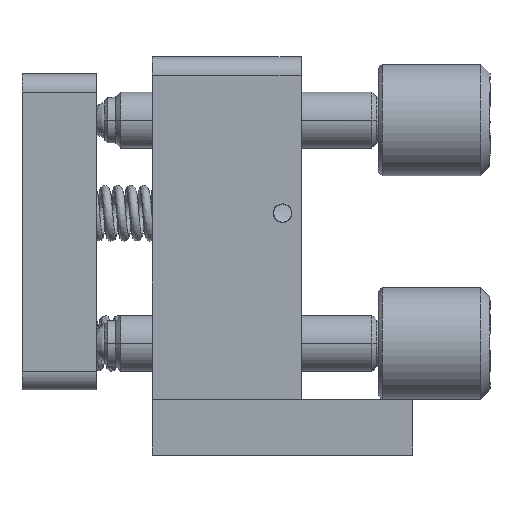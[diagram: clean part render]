
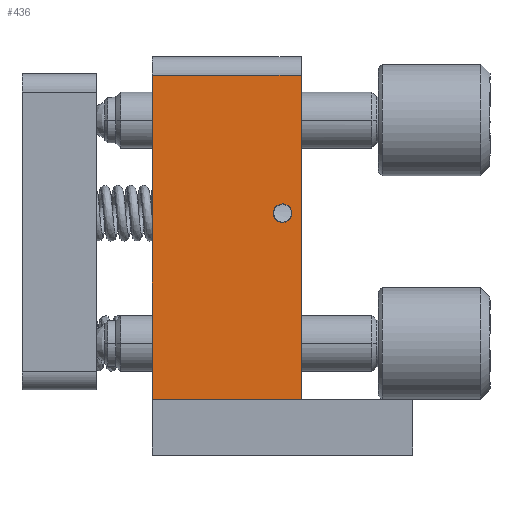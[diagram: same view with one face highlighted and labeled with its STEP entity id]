
A CAD part, left-side view. The second image highlights one B-rep face of the part: STEP entity #436.
In plain terms, the highlighted planar face has unit normal (-1, 0, 0).
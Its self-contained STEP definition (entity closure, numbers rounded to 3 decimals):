
#135=FACE_BOUND('',#1133,.T.);
#436=ADVANCED_FACE('',(#754,#135),#4802,.T.);
#754=FACE_OUTER_BOUND('',#1132,.T.);
#1132=EDGE_LOOP('',(#2468,#2469,#2470,#2471));
#1133=EDGE_LOOP('',(#2472,#2473));
#2468=ORIENTED_EDGE('',*,*,#3129,.F.);
#2469=ORIENTED_EDGE('',*,*,#3124,.F.);
#2470=ORIENTED_EDGE('',*,*,#3228,.F.);
#2471=ORIENTED_EDGE('',*,*,#3270,.T.);
#2472=ORIENTED_EDGE('',*,*,#3193,.F.);
#2473=ORIENTED_EDGE('',*,*,#3188,.F.);
#3124=EDGE_CURVE('',#4379,#4380,#3980,.T.);
#3129=EDGE_CURVE('',#4380,#4391,#3765,.T.);
#3188=EDGE_CURVE('',#4434,#4435,#3790,.T.);
#3193=EDGE_CURVE('',#4435,#4434,#3793,.T.);
#3228=EDGE_CURVE('',#4455,#4379,#4039,.T.);
#3270=EDGE_CURVE('',#4455,#4391,#4041,.T.);
#3765=(
BOUNDED_CURVE()
B_SPLINE_CURVE(1,(#20145,#20146),.UNSPECIFIED.,.F.,.F.)
B_SPLINE_CURVE_WITH_KNOTS((2,2),(0.,8.),.UNSPECIFIED.)
CURVE()
GEOMETRIC_REPRESENTATION_ITEM()
RATIONAL_B_SPLINE_CURVE((1.,1.))
REPRESENTATION_ITEM('')
);
#3790=(
BOUNDED_CURVE()
B_SPLINE_CURVE(2,(#20305,#20306,#20307,#20308,#20309),.UNSPECIFIED.,.F.,
 .F.)
B_SPLINE_CURVE_WITH_KNOTS((3,2,3),(-1.571,-0.785,
0.),.UNSPECIFIED.)
CURVE()
GEOMETRIC_REPRESENTATION_ITEM()
RATIONAL_B_SPLINE_CURVE((1.,0.707,1.,0.707,1.))
REPRESENTATION_ITEM('')
);
#3793=(
BOUNDED_CURVE()
B_SPLINE_CURVE(2,(#20322,#20323,#20324,#20325,#20326),.UNSPECIFIED.,.F.,
 .F.)
B_SPLINE_CURVE_WITH_KNOTS((3,2,3),(-1.571,-0.785,0.),
 .UNSPECIFIED.)
CURVE()
GEOMETRIC_REPRESENTATION_ITEM()
RATIONAL_B_SPLINE_CURVE((1.,0.707,1.,0.707,1.))
REPRESENTATION_ITEM('')
);
#3980=B_SPLINE_CURVE_WITH_KNOTS('',1,(#20127,#20128),.UNSPECIFIED.,.F.,
 .F.,(2,2),(0.,17.4),.UNSPECIFIED.);
#4039=B_SPLINE_CURVE_WITH_KNOTS('',1,(#20419,#20420),.UNSPECIFIED.,.F.,
 .F.,(2,2),(-8.,0.),.UNSPECIFIED.);
#4041=B_SPLINE_CURVE_WITH_KNOTS('',1,(#20581,#20582),.UNSPECIFIED.,.F.,
 .F.,(2,2),(0.,17.4),.UNSPECIFIED.);
#4379=VERTEX_POINT('',#19980);
#4380=VERTEX_POINT('',#19981);
#4391=VERTEX_POINT('',#19992);
#4434=VERTEX_POINT('',#20035);
#4435=VERTEX_POINT('',#20036);
#4455=VERTEX_POINT('',#20056);
#4802=PLANE('',#4903);
#4903=AXIS2_PLACEMENT_3D('',#19939,#4988,$);
#4988=DIRECTION('',(-1.,0.,0.));
#19939=CARTESIAN_POINT('',(-9.027,6.774,1.015));
#19980=CARTESIAN_POINT('',(-9.027,5.854,2.875));
#19981=CARTESIAN_POINT('',(-9.027,5.854,20.275));
#19992=CARTESIAN_POINT('',(-9.027,-2.146,20.275));
#20035=CARTESIAN_POINT('',(-9.027,-1.146,12.375));
#20036=CARTESIAN_POINT('',(-9.027,-1.146,13.375));
#20056=CARTESIAN_POINT('',(-9.027,-2.146,2.875));
#20127=CARTESIAN_POINT('',(-9.027,5.854,2.875));
#20128=CARTESIAN_POINT('',(-9.027,5.854,20.275));
#20145=CARTESIAN_POINT('',(-9.027,5.854,20.275));
#20146=CARTESIAN_POINT('',(-9.027,-2.146,20.275));
#20305=CARTESIAN_POINT('',(-9.027,-1.146,12.375));
#20306=CARTESIAN_POINT('',(-9.027,-1.646,12.375));
#20307=CARTESIAN_POINT('',(-9.027,-1.646,12.875));
#20308=CARTESIAN_POINT('',(-9.027,-1.646,13.375));
#20309=CARTESIAN_POINT('',(-9.027,-1.146,13.375));
#20322=CARTESIAN_POINT('',(-9.027,-1.146,13.375));
#20323=CARTESIAN_POINT('',(-9.027,-0.646,13.375));
#20324=CARTESIAN_POINT('',(-9.027,-0.646,12.875));
#20325=CARTESIAN_POINT('',(-9.027,-0.646,12.375));
#20326=CARTESIAN_POINT('',(-9.027,-1.146,12.375));
#20419=CARTESIAN_POINT('',(-9.027,-2.146,2.875));
#20420=CARTESIAN_POINT('',(-9.027,5.854,2.875));
#20581=CARTESIAN_POINT('',(-9.027,-2.146,2.875));
#20582=CARTESIAN_POINT('',(-9.027,-2.146,20.275));
